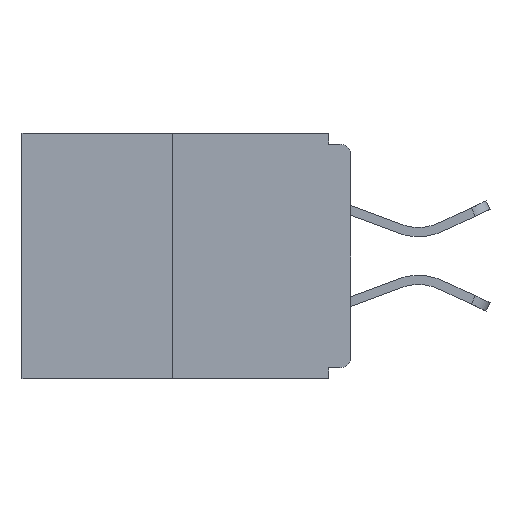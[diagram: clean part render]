
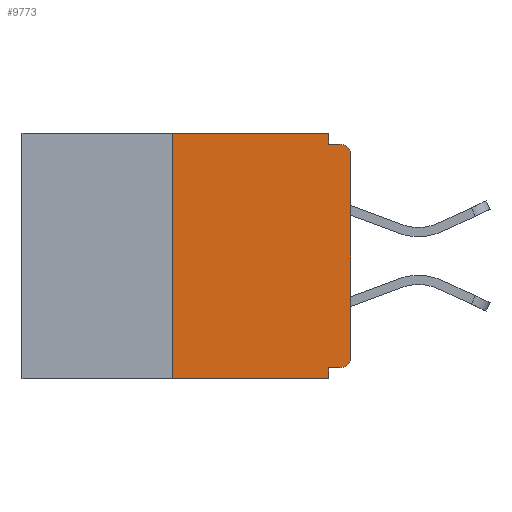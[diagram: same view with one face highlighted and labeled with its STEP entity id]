
A CAD part, left-side view. The second image highlights one B-rep face of the part: STEP entity #9773.
In plain terms, the highlighted planar face has unit normal (-1, 0, 0).
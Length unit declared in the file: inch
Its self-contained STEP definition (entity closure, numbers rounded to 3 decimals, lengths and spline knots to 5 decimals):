
#431 = VERTEX_POINT ( 'NONE', #17462 ) ;
#1112 = CARTESIAN_POINT ( 'NONE',  ( 0., 0.46, 0. ) ) ;
#1240 = CARTESIAN_POINT ( 'NONE',  ( 0., 0.031, -0.015 ) ) ;
#1519 = LINE ( 'NONE', #11658, #18737 ) ;
#2075 = VERTEX_POINT ( 'NONE', #17576 ) ;
#2244 = ORIENTED_EDGE ( 'NONE', *, *, #11769, .F. ) ;
#2431 = DIRECTION ( 'NONE',  ( -1., 0., 0. ) ) ;
#2771 = DIRECTION ( 'NONE',  ( 0., 0., 1. ) ) ;
#2794 = VECTOR ( 'NONE', #18503, 39.37008 ) ;
#2869 = VECTOR ( 'NONE', #8147, 39.37008 ) ;
#3217 = VECTOR ( 'NONE', #6076, 39.37008 ) ;
#3218 = VERTEX_POINT ( 'NONE', #1240 ) ;
#3438 = LINE ( 'NONE', #13961, #9627 ) ;
#3618 = CARTESIAN_POINT ( 'NONE',  ( 0., 0.031, 0. ) ) ;
#3761 = ORIENTED_EDGE ( 'NONE', *, *, #11951, .T. ) ;
#3819 = LINE ( 'NONE', #3618, #2794 ) ;
#3977 = ORIENTED_EDGE ( 'NONE', *, *, #11205, .T. ) ;
#4055 = LINE ( 'NONE', #15542, #2869 ) ;
#4163 = VERTEX_POINT ( 'NONE', #4864 ) ;
#4168 = CARTESIAN_POINT ( 'NONE',  ( 0., 0., -0.03 ) ) ;
#4285 = ORIENTED_EDGE ( 'NONE', *, *, #17137, .T. ) ;
#4864 = CARTESIAN_POINT ( 'NONE',  ( 0., 0.015, -0.328 ) ) ;
#5181 = ORIENTED_EDGE ( 'NONE', *, *, #9991, .F. ) ;
#5317 = LINE ( 'NONE', #9790, #16431 ) ;
#5746 = VECTOR ( 'NONE', #15202, 39.37008 ) ;
#5770 = CARTESIAN_POINT ( 'NONE',  ( 0., 0.031, -0.328 ) ) ;
#6065 = EDGE_CURVE ( 'NONE', #3218, #6554, #4055, .T. ) ;
#6076 = DIRECTION ( 'NONE',  ( 0., 1., 0. ) ) ;
#6554 = VERTEX_POINT ( 'NONE', #18575 ) ;
#6637 = CARTESIAN_POINT ( 'NONE',  ( 0., 0., -0.313 ) ) ;
#6649 = DIRECTION ( 'NONE',  ( 0., 0., -1. ) ) ;
#6936 = CARTESIAN_POINT ( 'NONE',  ( 0., 0.015, -0.03 ) ) ;
#7246 = VERTEX_POINT ( 'NONE', #14341 ) ;
#7317 = EDGE_CURVE ( 'NONE', #10098, #7246, #11803, .T. ) ;
#7444 = LINE ( 'NONE', #8890, #3217 ) ;
#8147 = DIRECTION ( 'NONE',  ( 0., -1., 0. ) ) ;
#8225 = VERTEX_POINT ( 'NONE', #4168 ) ;
#8397 = VECTOR ( 'NONE', #8870, 39.37008 ) ;
#8556 = EDGE_CURVE ( 'NONE', #4163, #10607, #10565, .T. ) ;
#8739 = AXIS2_PLACEMENT_3D ( 'NONE', #1112, #12620, #14370 ) ;
#8870 = DIRECTION ( 'NONE',  ( 0., 0., 1. ) ) ;
#8890 = CARTESIAN_POINT ( 'NONE',  ( 0., 0., -0.328 ) ) ;
#8963 = EDGE_CURVE ( 'NONE', #2075, #3218, #3819, .T. ) ;
#9072 = CARTESIAN_POINT ( 'NONE',  ( 0., 0.25, 0. ) ) ;
#9130 = ORIENTED_EDGE ( 'NONE', *, *, #8963, .F. ) ;
#9253 = LINE ( 'NONE', #12090, #5746 ) ;
#9318 = ORIENTED_EDGE ( 'NONE', *, *, #7317, .F. ) ;
#9370 = ORIENTED_EDGE ( 'NONE', *, *, #8556, .T. ) ;
#9627 = VECTOR ( 'NONE', #13863, 39.37008 ) ;
#9773 = ADVANCED_FACE ( 'NONE', ( #15920 ), #14265, .F. ) ;
#9790 = CARTESIAN_POINT ( 'NONE',  ( 0., 0.46, -0.343 ) ) ;
#9985 = CARTESIAN_POINT ( 'NONE',  ( 0., 0.015, -0.313 ) ) ;
#9991 = EDGE_CURVE ( 'NONE', #10261, #431, #3438, .T. ) ;
#10050 = EDGE_LOOP ( 'NONE', ( #11062, #9318, #4285, #5181, #2244, #9370, #3977, #3761, #14083, #9130 ) ) ;
#10098 = VERTEX_POINT ( 'NONE', #17248 ) ;
#10261 = VERTEX_POINT ( 'NONE', #5770 ) ;
#10565 = CIRCLE ( 'NONE', #15530, 0.015 ) ;
#10607 = VERTEX_POINT ( 'NONE', #6637 ) ;
#11062 = ORIENTED_EDGE ( 'NONE', *, *, #12322, .F. ) ;
#11205 = EDGE_CURVE ( 'NONE', #10607, #8225, #1519, .T. ) ;
#11658 = CARTESIAN_POINT ( 'NONE',  ( 0., 0., 0. ) ) ;
#11769 = EDGE_CURVE ( 'NONE', #4163, #10261, #7444, .T. ) ;
#11803 = LINE ( 'NONE', #9072, #8397 ) ;
#11951 = EDGE_CURVE ( 'NONE', #8225, #6554, #18156, .T. ) ;
#12090 = CARTESIAN_POINT ( 'NONE',  ( 0., 0.46, 0. ) ) ;
#12322 = EDGE_CURVE ( 'NONE', #7246, #2075, #9253, .T. ) ;
#12620 = DIRECTION ( 'NONE',  ( 1., 0., 0. ) ) ;
#13863 = DIRECTION ( 'NONE',  ( 0., 0., -1. ) ) ;
#13961 = CARTESIAN_POINT ( 'NONE',  ( 0., 0.031, -0.343 ) ) ;
#14083 = ORIENTED_EDGE ( 'NONE', *, *, #6065, .F. ) ;
#14265 = PLANE ( 'NONE',  #8739 ) ;
#14341 = CARTESIAN_POINT ( 'NONE',  ( 0., 0.25, 0. ) ) ;
#14370 = DIRECTION ( 'NONE',  ( 0., 0., -1. ) ) ;
#15202 = DIRECTION ( 'NONE',  ( 0., -1., 0. ) ) ;
#15530 = AXIS2_PLACEMENT_3D ( 'NONE', #9985, #17267, #16972 ) ;
#15542 = CARTESIAN_POINT ( 'NONE',  ( 0., 0., -0.015 ) ) ;
#15920 = FACE_OUTER_BOUND ( 'NONE', #10050, .T. ) ;
#16431 = VECTOR ( 'NONE', #17370, 39.37008 ) ;
#16972 = DIRECTION ( 'NONE',  ( 0., 0., -1. ) ) ;
#17137 = EDGE_CURVE ( 'NONE', #10098, #431, #5317, .T. ) ;
#17248 = CARTESIAN_POINT ( 'NONE',  ( 0., 0.25, -0.343 ) ) ;
#17267 = DIRECTION ( 'NONE',  ( -1., 0., 0. ) ) ;
#17370 = DIRECTION ( 'NONE',  ( 0., -1., 0. ) ) ;
#17462 = CARTESIAN_POINT ( 'NONE',  ( 0., 0.031, -0.343 ) ) ;
#17543 = AXIS2_PLACEMENT_3D ( 'NONE', #6936, #2431, #6649 ) ;
#17576 = CARTESIAN_POINT ( 'NONE',  ( 0., 0.031, 0. ) ) ;
#18156 = CIRCLE ( 'NONE', #17543, 0.015 ) ;
#18503 = DIRECTION ( 'NONE',  ( 0., 0., -1. ) ) ;
#18575 = CARTESIAN_POINT ( 'NONE',  ( 0., 0.015, -0.015 ) ) ;
#18737 = VECTOR ( 'NONE', #2771, 39.37008 ) ;
